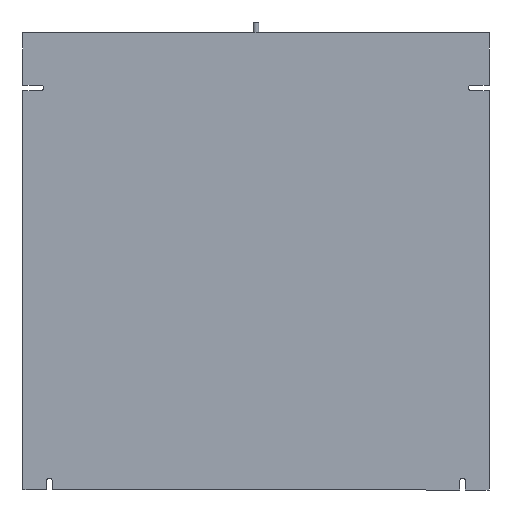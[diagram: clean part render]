
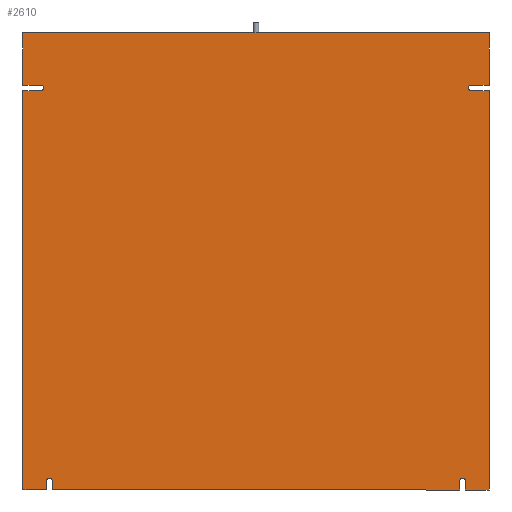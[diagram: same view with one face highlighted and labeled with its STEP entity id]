
A CAD part, front view. The second image highlights one B-rep face of the part: STEP entity #2610.
In plain terms, the highlighted face is planar.
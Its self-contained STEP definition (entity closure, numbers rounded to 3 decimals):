
#780=CIRCLE('',#3166,3.);
#781=CIRCLE('',#3167,3.);
#782=CIRCLE('',#3168,3.);
#783=CIRCLE('',#3169,3.);
#1124=ORIENTED_EDGE('',*,*,#1490,.F.);
#1125=ORIENTED_EDGE('',*,*,#1491,.T.);
#1126=ORIENTED_EDGE('',*,*,#1492,.T.);
#1127=ORIENTED_EDGE('',*,*,#1493,.T.);
#1128=ORIENTED_EDGE('',*,*,#1463,.F.);
#1129=ORIENTED_EDGE('',*,*,#1473,.F.);
#1130=ORIENTED_EDGE('',*,*,#1494,.F.);
#1131=ORIENTED_EDGE('',*,*,#1495,.F.);
#1132=ORIENTED_EDGE('',*,*,#1496,.F.);
#1133=ORIENTED_EDGE('',*,*,#1470,.F.);
#1134=ORIENTED_EDGE('',*,*,#1497,.T.);
#1135=ORIENTED_EDGE('',*,*,#1498,.T.);
#1136=ORIENTED_EDGE('',*,*,#1499,.T.);
#1137=ORIENTED_EDGE('',*,*,#1464,.F.);
#1138=ORIENTED_EDGE('',*,*,#1500,.F.);
#1139=ORIENTED_EDGE('',*,*,#1501,.T.);
#1140=ORIENTED_EDGE('',*,*,#1502,.T.);
#1141=ORIENTED_EDGE('',*,*,#1503,.T.);
#1142=ORIENTED_EDGE('',*,*,#1459,.F.);
#1143=ORIENTED_EDGE('',*,*,#1504,.F.);
#1459=EDGE_CURVE('',#1693,#1690,#1833,.T.);
#1463=EDGE_CURVE('',#1697,#1694,#1837,.T.);
#1464=EDGE_CURVE('',#1698,#1699,#1838,.T.);
#1470=EDGE_CURVE('',#1704,#1705,#1844,.T.);
#1473=EDGE_CURVE('',#1706,#1697,#1847,.T.);
#1490=EDGE_CURVE('',#1719,#1720,#1860,.T.);
#1491=EDGE_CURVE('',#1719,#1721,#1861,.T.);
#1492=EDGE_CURVE('',#1721,#1722,#780,.T.);
#1493=EDGE_CURVE('',#1722,#1694,#1862,.T.);
#1494=EDGE_CURVE('',#1723,#1706,#1863,.T.);
#1495=EDGE_CURVE('',#1724,#1723,#781,.F.);
#1496=EDGE_CURVE('',#1705,#1724,#1864,.T.);
#1497=EDGE_CURVE('',#1704,#1725,#1865,.T.);
#1498=EDGE_CURVE('',#1725,#1726,#782,.T.);
#1499=EDGE_CURVE('',#1726,#1699,#1866,.T.);
#1500=EDGE_CURVE('',#1727,#1698,#1867,.T.);
#1501=EDGE_CURVE('',#1727,#1728,#1868,.T.);
#1502=EDGE_CURVE('',#1728,#1729,#783,.T.);
#1503=EDGE_CURVE('',#1729,#1690,#1869,.T.);
#1504=EDGE_CURVE('',#1720,#1693,#1870,.T.);
#1690=VERTEX_POINT('',#4776);
#1693=VERTEX_POINT('',#4781);
#1694=VERTEX_POINT('',#4785);
#1697=VERTEX_POINT('',#4790);
#1698=VERTEX_POINT('',#4794);
#1699=VERTEX_POINT('',#4795);
#1704=VERTEX_POINT('',#4806);
#1705=VERTEX_POINT('',#4808);
#1706=VERTEX_POINT('',#4812);
#1719=VERTEX_POINT('',#4845);
#1720=VERTEX_POINT('',#4846);
#1721=VERTEX_POINT('',#4848);
#1722=VERTEX_POINT('',#4850);
#1723=VERTEX_POINT('',#4853);
#1724=VERTEX_POINT('',#4855);
#1725=VERTEX_POINT('',#4858);
#1726=VERTEX_POINT('',#4860);
#1727=VERTEX_POINT('',#4863);
#1728=VERTEX_POINT('',#4865);
#1729=VERTEX_POINT('',#4867);
#1833=LINE('',#4782,#1981);
#1837=LINE('',#4791,#1985);
#1838=LINE('',#4793,#1986);
#1844=LINE('',#4807,#1992);
#1847=LINE('',#4814,#1995);
#1860=LINE('',#4844,#2008);
#1861=LINE('',#4847,#2009);
#1862=LINE('',#4851,#2010);
#1863=LINE('',#4852,#2011);
#1864=LINE('',#4856,#2012);
#1865=LINE('',#4857,#2013);
#1866=LINE('',#4861,#2014);
#1867=LINE('',#4862,#2015);
#1868=LINE('',#4864,#2016);
#1869=LINE('',#4868,#2017);
#1870=LINE('',#4869,#2018);
#1981=VECTOR('',#3881,1000.);
#1985=VECTOR('',#3887,1000.);
#1986=VECTOR('',#3890,1000.);
#1992=VECTOR('',#3898,1000.);
#1995=VECTOR('',#3903,1000.);
#2008=VECTOR('',#3928,1000.);
#2009=VECTOR('',#3929,1000.);
#2010=VECTOR('',#3932,1000.);
#2011=VECTOR('',#3933,1000.);
#2012=VECTOR('',#3936,1000.);
#2013=VECTOR('',#3937,1000.);
#2014=VECTOR('',#3940,1000.);
#2015=VECTOR('',#3941,1000.);
#2016=VECTOR('',#3942,1000.);
#2017=VECTOR('',#3945,1000.);
#2018=VECTOR('',#3946,1000.);
#2192=EDGE_LOOP('',(#1124,#1125,#1126,#1127,#1128,#1129,#1130,#1131,#1132,
#1133,#1134,#1135,#1136,#1137,#1138,#1139,#1140,#1141,#1142,#1143));
#2384=FACE_BOUND('',#2192,.T.);
#2482=PLANE('',#3165);
#2610=ADVANCED_FACE('',(#2384),#2482,.F.);
#3165=AXIS2_PLACEMENT_3D('',#4843,#3926,#3927);
#3166=AXIS2_PLACEMENT_3D('',#4849,#3930,#3931);
#3167=AXIS2_PLACEMENT_3D('',#4854,#3934,#3935);
#3168=AXIS2_PLACEMENT_3D('',#4859,#3938,#3939);
#3169=AXIS2_PLACEMENT_3D('',#4866,#3943,#3944);
#3881=DIRECTION('',(0.,0.,-1.));
#3887=DIRECTION('',(0.,0.,1.));
#3890=DIRECTION('',(1.,0.,0.));
#3898=DIRECTION('',(1.,0.,0.));
#3903=DIRECTION('',(1.,0.,0.));
#3926=DIRECTION('',(0.,-1.,0.));
#3927=DIRECTION('',(0.,0.,-1.));
#3928=DIRECTION('',(0.,0.,1.));
#3929=DIRECTION('',(-1.,0.,0.));
#3930=DIRECTION('',(0.,-1.,0.));
#3931=DIRECTION('',(0.,0.,-1.));
#3932=DIRECTION('',(1.,0.,0.));
#3933=DIRECTION('',(0.,0.,-1.));
#3934=DIRECTION('',(0.,-1.,0.));
#3935=DIRECTION('',(0.,0.,-1.));
#3936=DIRECTION('',(0.,0.,1.));
#3937=DIRECTION('',(0.,0.,1.));
#3938=DIRECTION('',(0.,-1.,0.));
#3939=DIRECTION('',(0.,0.,-1.));
#3940=DIRECTION('',(0.,0.,-1.));
#3941=DIRECTION('',(0.,0.,-1.));
#3942=DIRECTION('',(1.,0.,0.));
#3943=DIRECTION('',(0.,-1.,0.));
#3944=DIRECTION('',(0.,0.,-1.));
#3945=DIRECTION('',(-1.,0.,0.));
#3946=DIRECTION('',(-1.,0.,0.));
#4776=CARTESIAN_POINT('',(0.,0.,443.));
#4781=CARTESIAN_POINT('',(0.,0.,500.));
#4782=CARTESIAN_POINT('',(0.,0.,500.));
#4785=CARTESIAN_POINT('',(510.,0.,437.));
#4790=CARTESIAN_POINT('',(510.,0.,0.));
#4791=CARTESIAN_POINT('',(510.,0.,0.));
#4793=CARTESIAN_POINT('',(0.,0.,0.));
#4794=CARTESIAN_POINT('',(0.,0.,0.));
#4795=CARTESIAN_POINT('',(26.,0.,0.));
#4806=CARTESIAN_POINT('',(32.,0.,0.));
#4807=CARTESIAN_POINT('',(0.,0.,0.));
#4808=CARTESIAN_POINT('',(478.,0.,0.));
#4812=CARTESIAN_POINT('',(484.,0.,0.));
#4814=CARTESIAN_POINT('',(0.,0.,0.));
#4843=CARTESIAN_POINT('',(0.,0.,0.));
#4844=CARTESIAN_POINT('',(510.,0.,0.));
#4845=CARTESIAN_POINT('',(510.,0.,443.));
#4846=CARTESIAN_POINT('',(510.,0.,500.));
#4847=CARTESIAN_POINT('',(0.,0.,443.));
#4848=CARTESIAN_POINT('',(490.,0.,443.));
#4849=CARTESIAN_POINT('',(490.,0.,440.));
#4850=CARTESIAN_POINT('',(490.,0.,437.));
#4851=CARTESIAN_POINT('',(0.,0.,437.));
#4852=CARTESIAN_POINT('',(484.,0.,0.));
#4853=CARTESIAN_POINT('',(484.,0.,10.));
#4854=CARTESIAN_POINT('',(481.,0.,10.));
#4855=CARTESIAN_POINT('',(478.,0.,10.));
#4856=CARTESIAN_POINT('',(478.,0.,0.));
#4857=CARTESIAN_POINT('',(32.,0.,0.));
#4858=CARTESIAN_POINT('',(32.,0.,10.));
#4859=CARTESIAN_POINT('',(29.,0.,10.));
#4860=CARTESIAN_POINT('',(26.,0.,10.));
#4861=CARTESIAN_POINT('',(26.,0.,0.));
#4862=CARTESIAN_POINT('',(0.,0.,500.));
#4863=CARTESIAN_POINT('',(0.,0.,437.));
#4864=CARTESIAN_POINT('',(0.,0.,437.));
#4865=CARTESIAN_POINT('',(20.,0.,437.));
#4866=CARTESIAN_POINT('',(20.,0.,440.));
#4867=CARTESIAN_POINT('',(20.,0.,443.));
#4868=CARTESIAN_POINT('',(0.,0.,443.));
#4869=CARTESIAN_POINT('',(510.,0.,500.));
